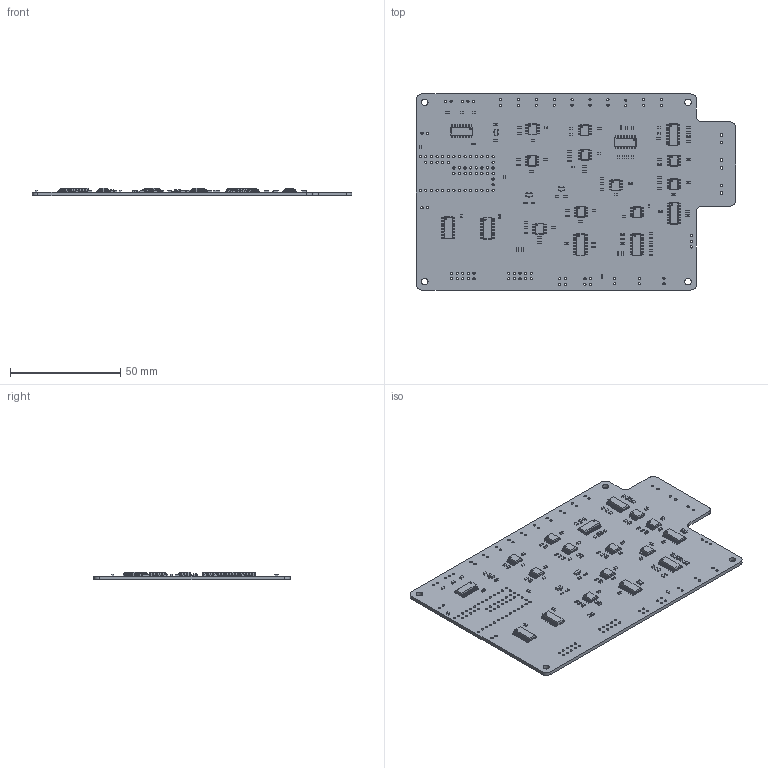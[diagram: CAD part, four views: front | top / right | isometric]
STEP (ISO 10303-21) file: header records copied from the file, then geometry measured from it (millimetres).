
FILE_DESCRIPTION(('FreeCAD Model'),'2;1');
FILE_NAME('Open CASCADE Shape Model','2022-08-22T10:14:01',(''),(''), 'Open CASCADE STEP processor 7.5','FreeCAD','Unknown');
FILE_SCHEMA(('AUTOMOTIVE_DESIGN { 1 0 10303 214 1 1 1 1 }'));
Length unit declared in the file: millimetre
Products named in the file (12): potentiostat; Board_Geoms_fac9; Local_CS_fac9; Pcb_fac9; PCB_Sketch_fac9; Step_Models_fac9; Top_fac9; C3_C_0603_1608Metric_60208B3B; U11_SOIC_8_39x49mm_P127mm_6020924B; D1_SOT_23_6.0208e+95; R1_R_0603_1608Metric_60208EC1; U1_SOIC_16_39x99mm_P127mm_60209158
Assembly tree (118 placements, depth 4):
  potentiostat
    Board_Geoms_fac9
      Local_CS_fac9
      Pcb_fac9
      PCB_Sketch_fac9
    Step_Models_fac9
      Top_fac9
        C3_C_0603_1608Metric_60208B3B  x53
        U11_SOIC_8_39x49mm_P127mm_6020924B  x10
        D1_SOT_23_6.0208e+95  x3
        R1_R_0603_1608Metric_60208EC1  x38
        U1_SOIC_16_39x99mm_P127mm_60209158  x8
Bounding box: 144.78 x 88.9 x 3.35 mm (x, y, z)
Volume: 19814.1 mm3; surface area: 27644.8 mm2
Topology: 113 solids, 113 shells, 6614 faces, 17266 edges, 11018 vertices
Faces by surface type: plane 3931, cylinder 1962, bspline 721
Full cylindrical faces by diameter (mm): 0.6 x18, 1.016 x118, 1.194 x6, 2.946 x4
Entity records: 27436 total; most frequent: CARTESIAN_POINT 4348, DIRECTION 3802, ORIENTED_EDGE 3772, EDGE_CURVE 1886, AXIS2_PLACEMENT_3D 1268, LINE 1266, VECTOR 1266, VERTEX_POINT 1194
